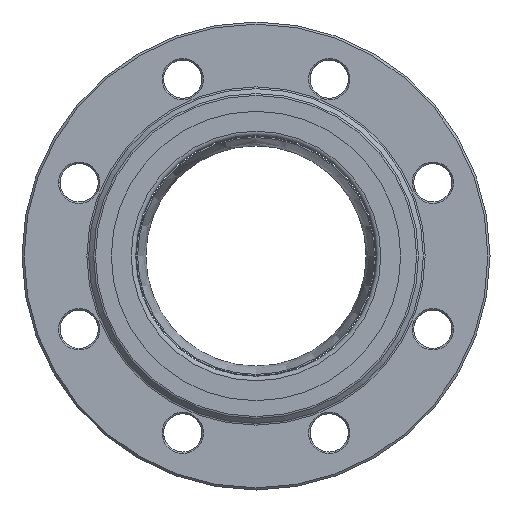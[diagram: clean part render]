
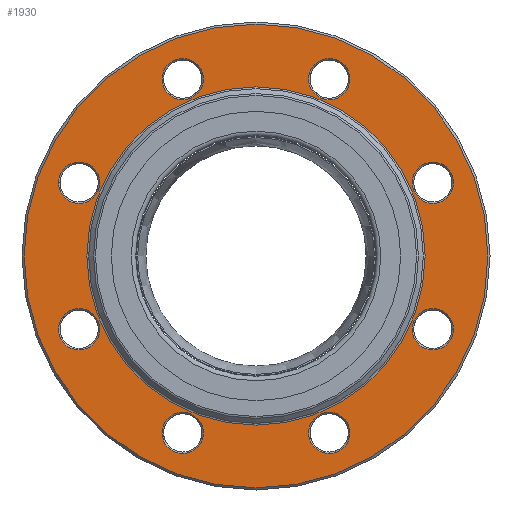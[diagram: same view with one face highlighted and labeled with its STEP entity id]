
A CAD part, left-side view. The second image highlights one B-rep face of the part: STEP entity #1930.
In plain terms, the highlighted planar face has unit normal (-1, 0, 0).
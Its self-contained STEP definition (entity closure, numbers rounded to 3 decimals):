
#1730=CARTESIAN_POINT('',(-106.405,-0.,-79.497));
#1731=VERTEX_POINT('',#1730);
#1741=CARTESIAN_POINT('',(-106.405,0.,-0.));
#1742=DIRECTION('',(1.,0.,0.));
#1743=DIRECTION('',(0.,0.,-1.));
#1744=AXIS2_PLACEMENT_3D('',#1741,#1742,#1743);
#1745=CIRCLE('',#1744,79.497);
#1746=EDGE_CURVE('',#1731,#1731,#1745,.T.);
#1751=CARTESIAN_POINT('',(-106.405,-0.,-0.));
#1752=DIRECTION('',(1.,0.,0.));
#1753=DIRECTION('',(0.,0.,-1.));
#1754=AXIS2_PLACEMENT_3D('',#1751,#1752,#1753);
#1755=PLANE('',#1754);
#1756=CARTESIAN_POINT('',(-106.405,34.442,-92.849));
#1757=VERTEX_POINT('',#1756);
#1758=CARTESIAN_POINT('',(-106.405,34.442,-73.449));
#1759=VERTEX_POINT('',#1758);
#1760=CARTESIAN_POINT('',(-106.405,34.442,-83.149));
#1761=DIRECTION('',(1.,0.,0.));
#1762=DIRECTION('',(0.,0.,-1.));
#1763=AXIS2_PLACEMENT_3D('',#1760,#1761,#1762);
#1764=CIRCLE('',#1763,9.7);
#1765=EDGE_CURVE('',#1757,#1759,#1764,.T.);
#1766=ORIENTED_EDGE('',*,*,#1765,.T.);
#1767=CARTESIAN_POINT('',(-106.405,34.442,-83.149));
#1768=DIRECTION('',(1.,0.,0.));
#1769=DIRECTION('',(0.,0.,-1.));
#1770=AXIS2_PLACEMENT_3D('',#1767,#1768,#1769);
#1771=CIRCLE('',#1770,9.7);
#1772=EDGE_CURVE('',#1759,#1757,#1771,.T.);
#1773=ORIENTED_EDGE('',*,*,#1772,.T.);
#1774=EDGE_LOOP('',(#1766,#1773));
#1775=FACE_BOUND('',#1774,.T.);
#1776=CARTESIAN_POINT('',(-106.405,-34.442,-92.849));
#1777=VERTEX_POINT('',#1776);
#1778=CARTESIAN_POINT('',(-106.405,-34.442,-73.449));
#1779=VERTEX_POINT('',#1778);
#1780=CARTESIAN_POINT('',(-106.405,-34.442,-83.149));
#1781=DIRECTION('',(1.,0.,0.));
#1782=DIRECTION('',(0.,0.,-1.));
#1783=AXIS2_PLACEMENT_3D('',#1780,#1781,#1782);
#1784=CIRCLE('',#1783,9.7);
#1785=EDGE_CURVE('',#1777,#1779,#1784,.T.);
#1786=ORIENTED_EDGE('',*,*,#1785,.T.);
#1787=CARTESIAN_POINT('',(-106.405,-34.442,-83.149));
#1788=DIRECTION('',(1.,0.,0.));
#1789=DIRECTION('',(0.,0.,-1.));
#1790=AXIS2_PLACEMENT_3D('',#1787,#1788,#1789);
#1791=CIRCLE('',#1790,9.7);
#1792=EDGE_CURVE('',#1779,#1777,#1791,.T.);
#1793=ORIENTED_EDGE('',*,*,#1792,.T.);
#1794=EDGE_LOOP('',(#1786,#1793));
#1795=FACE_BOUND('',#1794,.T.);
#1796=CARTESIAN_POINT('',(-106.405,-83.149,-44.142));
#1797=VERTEX_POINT('',#1796);
#1798=CARTESIAN_POINT('',(-106.405,-83.149,-24.742));
#1799=VERTEX_POINT('',#1798);
#1800=CARTESIAN_POINT('',(-106.405,-83.149,-34.442));
#1801=DIRECTION('',(1.,0.,0.));
#1802=DIRECTION('',(0.,0.,-1.));
#1803=AXIS2_PLACEMENT_3D('',#1800,#1801,#1802);
#1804=CIRCLE('',#1803,9.7);
#1805=EDGE_CURVE('',#1797,#1799,#1804,.T.);
#1806=ORIENTED_EDGE('',*,*,#1805,.T.);
#1807=CARTESIAN_POINT('',(-106.405,-83.149,-34.442));
#1808=DIRECTION('',(1.,0.,0.));
#1809=DIRECTION('',(0.,0.,-1.));
#1810=AXIS2_PLACEMENT_3D('',#1807,#1808,#1809);
#1811=CIRCLE('',#1810,9.7);
#1812=EDGE_CURVE('',#1799,#1797,#1811,.T.);
#1813=ORIENTED_EDGE('',*,*,#1812,.T.);
#1814=EDGE_LOOP('',(#1806,#1813));
#1815=FACE_BOUND('',#1814,.T.);
#1816=CARTESIAN_POINT('',(-106.405,-83.149,24.742));
#1817=VERTEX_POINT('',#1816);
#1818=CARTESIAN_POINT('',(-106.405,-83.149,44.142));
#1819=VERTEX_POINT('',#1818);
#1820=CARTESIAN_POINT('',(-106.405,-83.149,34.442));
#1821=DIRECTION('',(1.,0.,0.));
#1822=DIRECTION('',(0.,0.,-1.));
#1823=AXIS2_PLACEMENT_3D('',#1820,#1821,#1822);
#1824=CIRCLE('',#1823,9.7);
#1825=EDGE_CURVE('',#1817,#1819,#1824,.T.);
#1826=ORIENTED_EDGE('',*,*,#1825,.T.);
#1827=CARTESIAN_POINT('',(-106.405,-83.149,34.442));
#1828=DIRECTION('',(1.,0.,0.));
#1829=DIRECTION('',(0.,0.,-1.));
#1830=AXIS2_PLACEMENT_3D('',#1827,#1828,#1829);
#1831=CIRCLE('',#1830,9.7);
#1832=EDGE_CURVE('',#1819,#1817,#1831,.T.);
#1833=ORIENTED_EDGE('',*,*,#1832,.T.);
#1834=EDGE_LOOP('',(#1826,#1833));
#1835=FACE_BOUND('',#1834,.T.);
#1836=CARTESIAN_POINT('',(-106.405,-34.442,73.449));
#1837=VERTEX_POINT('',#1836);
#1838=CARTESIAN_POINT('',(-106.405,-34.442,92.849));
#1839=VERTEX_POINT('',#1838);
#1840=CARTESIAN_POINT('',(-106.405,-34.442,83.149));
#1841=DIRECTION('',(1.,0.,0.));
#1842=DIRECTION('',(0.,0.,-1.));
#1843=AXIS2_PLACEMENT_3D('',#1840,#1841,#1842);
#1844=CIRCLE('',#1843,9.7);
#1845=EDGE_CURVE('',#1837,#1839,#1844,.T.);
#1846=ORIENTED_EDGE('',*,*,#1845,.T.);
#1847=CARTESIAN_POINT('',(-106.405,-34.442,83.149));
#1848=DIRECTION('',(1.,0.,0.));
#1849=DIRECTION('',(0.,0.,-1.));
#1850=AXIS2_PLACEMENT_3D('',#1847,#1848,#1849);
#1851=CIRCLE('',#1850,9.7);
#1852=EDGE_CURVE('',#1839,#1837,#1851,.T.);
#1853=ORIENTED_EDGE('',*,*,#1852,.T.);
#1854=EDGE_LOOP('',(#1846,#1853));
#1855=FACE_BOUND('',#1854,.T.);
#1856=CARTESIAN_POINT('',(-106.405,34.442,73.449));
#1857=VERTEX_POINT('',#1856);
#1858=CARTESIAN_POINT('',(-106.405,34.442,92.849));
#1859=VERTEX_POINT('',#1858);
#1860=CARTESIAN_POINT('',(-106.405,34.442,83.149));
#1861=DIRECTION('',(1.,0.,0.));
#1862=DIRECTION('',(0.,0.,-1.));
#1863=AXIS2_PLACEMENT_3D('',#1860,#1861,#1862);
#1864=CIRCLE('',#1863,9.7);
#1865=EDGE_CURVE('',#1857,#1859,#1864,.T.);
#1866=ORIENTED_EDGE('',*,*,#1865,.T.);
#1867=CARTESIAN_POINT('',(-106.405,34.442,83.149));
#1868=DIRECTION('',(1.,0.,0.));
#1869=DIRECTION('',(0.,0.,-1.));
#1870=AXIS2_PLACEMENT_3D('',#1867,#1868,#1869);
#1871=CIRCLE('',#1870,9.7);
#1872=EDGE_CURVE('',#1859,#1857,#1871,.T.);
#1873=ORIENTED_EDGE('',*,*,#1872,.T.);
#1874=EDGE_LOOP('',(#1866,#1873));
#1875=FACE_BOUND('',#1874,.T.);
#1876=CARTESIAN_POINT('',(-106.405,83.149,24.742));
#1877=VERTEX_POINT('',#1876);
#1878=CARTESIAN_POINT('',(-106.405,83.149,44.142));
#1879=VERTEX_POINT('',#1878);
#1880=CARTESIAN_POINT('',(-106.405,83.149,34.442));
#1881=DIRECTION('',(1.,0.,0.));
#1882=DIRECTION('',(0.,0.,-1.));
#1883=AXIS2_PLACEMENT_3D('',#1880,#1881,#1882);
#1884=CIRCLE('',#1883,9.7);
#1885=EDGE_CURVE('',#1877,#1879,#1884,.T.);
#1886=ORIENTED_EDGE('',*,*,#1885,.T.);
#1887=CARTESIAN_POINT('',(-106.405,83.149,34.442));
#1888=DIRECTION('',(1.,0.,0.));
#1889=DIRECTION('',(0.,0.,-1.));
#1890=AXIS2_PLACEMENT_3D('',#1887,#1888,#1889);
#1891=CIRCLE('',#1890,9.7);
#1892=EDGE_CURVE('',#1879,#1877,#1891,.T.);
#1893=ORIENTED_EDGE('',*,*,#1892,.T.);
#1894=EDGE_LOOP('',(#1886,#1893));
#1895=FACE_BOUND('',#1894,.T.);
#1896=CARTESIAN_POINT('',(-106.405,83.149,-44.142));
#1897=VERTEX_POINT('',#1896);
#1898=CARTESIAN_POINT('',(-106.405,83.149,-24.742));
#1899=VERTEX_POINT('',#1898);
#1900=CARTESIAN_POINT('',(-106.405,83.149,-34.442));
#1901=DIRECTION('',(1.,0.,0.));
#1902=DIRECTION('',(0.,0.,-1.));
#1903=AXIS2_PLACEMENT_3D('',#1900,#1901,#1902);
#1904=CIRCLE('',#1903,9.7);
#1905=EDGE_CURVE('',#1897,#1899,#1904,.T.);
#1906=ORIENTED_EDGE('',*,*,#1905,.T.);
#1907=CARTESIAN_POINT('',(-106.405,83.149,-34.442));
#1908=DIRECTION('',(1.,0.,0.));
#1909=DIRECTION('',(0.,0.,-1.));
#1910=AXIS2_PLACEMENT_3D('',#1907,#1908,#1909);
#1911=CIRCLE('',#1910,9.7);
#1912=EDGE_CURVE('',#1899,#1897,#1911,.T.);
#1913=ORIENTED_EDGE('',*,*,#1912,.T.);
#1914=EDGE_LOOP('',(#1906,#1913));
#1915=FACE_BOUND('',#1914,.T.);
#1916=CARTESIAN_POINT('',(-106.405,-0.,-109.));
#1917=VERTEX_POINT('',#1916);
#1918=CARTESIAN_POINT('',(-106.405,-0.,-0.));
#1919=DIRECTION('',(-1.,-0.,-0.));
#1920=DIRECTION('',(0.,0.,-1.));
#1921=AXIS2_PLACEMENT_3D('',#1918,#1919,#1920);
#1922=CIRCLE('',#1921,109.);
#1923=EDGE_CURVE('',#1917,#1917,#1922,.T.);
#1924=ORIENTED_EDGE('',*,*,#1923,.T.);
#1925=EDGE_LOOP('',(#1924));
#1926=FACE_BOUND('',#1925,.T.);
#1927=ORIENTED_EDGE('',*,*,#1746,.T.);
#1928=EDGE_LOOP('',(#1927));
#1929=FACE_BOUND('',#1928,.T.);
#1930=ADVANCED_FACE('',(#1775,#1795,#1815,#1835,#1855,#1875,#1895,#1915,#1926,#1929),#1755,.F.);
